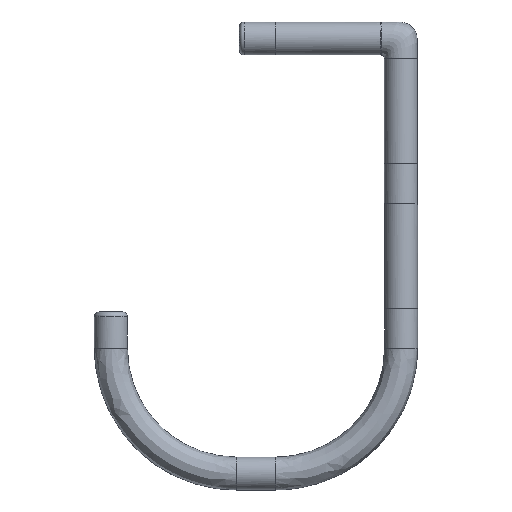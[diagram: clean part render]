
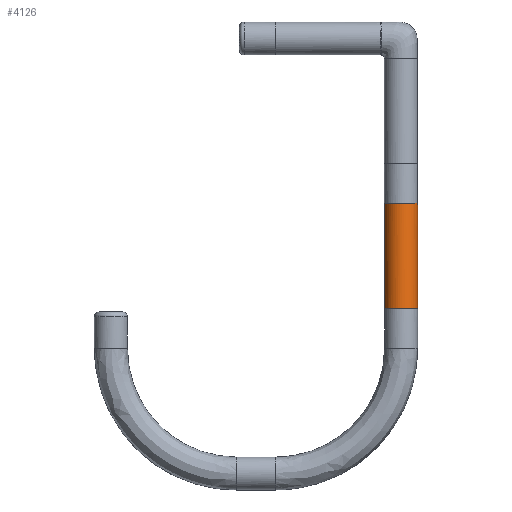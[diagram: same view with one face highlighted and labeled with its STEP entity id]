
A CAD part, top view. The second image highlights one B-rep face of the part: STEP entity #4126.
In plain terms, the highlighted cylindrical face has radius 12.5 mm (diameter 25 mm), a partial arc.
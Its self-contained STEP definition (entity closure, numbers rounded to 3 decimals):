
#19=CYLINDRICAL_SURFACE('',#8635,12.5);
#4126=ADVANCED_FACE('',(#4346),#19,.T.);
#4346=FACE_OUTER_BOUND('',#4576,.T.);
#4576=EDGE_LOOP('',(#5029,#5030,#5031,#5032));
#5029=ORIENTED_EDGE('',*,*,#5993,.T.);
#5030=ORIENTED_EDGE('',*,*,#5994,.T.);
#5031=ORIENTED_EDGE('',*,*,#5995,.T.);
#5032=ORIENTED_EDGE('',*,*,#5996,.T.);
#5993=EDGE_CURVE('',#7830,#7831,#7229,.T.);
#5994=EDGE_CURVE('',#7831,#7832,#6793,.T.);
#5995=EDGE_CURVE('',#7832,#7833,#7230,.T.);
#5996=EDGE_CURVE('',#7833,#7830,#6794,.T.);
#6793=(
BOUNDED_CURVE()
B_SPLINE_CURVE(2,(#12150,#12151,#12152,#12153,#12154),.UNSPECIFIED.,.F.,
 .F.)
B_SPLINE_CURVE_WITH_KNOTS((3,2,3),(0.,19.635,39.27),
 .UNSPECIFIED.)
CURVE()
GEOMETRIC_REPRESENTATION_ITEM()
RATIONAL_B_SPLINE_CURVE((1.,0.707,1.,0.707,1.))
REPRESENTATION_ITEM('')
);
#6794=(
BOUNDED_CURVE()
B_SPLINE_CURVE(2,(#12157,#12158,#12159,#12160,#12161),.UNSPECIFIED.,.F.,
 .F.)
B_SPLINE_CURVE_WITH_KNOTS((3,2,3),(0.,19.635,39.27),
 .UNSPECIFIED.)
CURVE()
GEOMETRIC_REPRESENTATION_ITEM()
RATIONAL_B_SPLINE_CURVE((1.,0.707,1.,0.707,1.))
REPRESENTATION_ITEM('')
);
#7229=B_SPLINE_CURVE_WITH_KNOTS('',1,(#12148,#12149),.UNSPECIFIED.,.F.,
 .F.,(2,2),(0.,79.6),.UNSPECIFIED.);
#7230=B_SPLINE_CURVE_WITH_KNOTS('',1,(#12155,#12156),.UNSPECIFIED.,.F.,
 .F.,(2,2),(0.,79.6),.UNSPECIFIED.);
#7830=VERTEX_POINT('',#12144);
#7831=VERTEX_POINT('',#12145);
#7832=VERTEX_POINT('',#12146);
#7833=VERTEX_POINT('',#12147);
#8635=AXIS2_PLACEMENT_3D('',#12143,#8735,$);
#8735=DIRECTION('',(0.,-1.,0.));
#12143=CARTESIAN_POINT('',(219.85,164.848,0.));
#12144=CARTESIAN_POINT('',(207.35,204.648,0.));
#12145=CARTESIAN_POINT('',(207.35,125.048,0.));
#12146=CARTESIAN_POINT('',(232.35,125.048,0.));
#12147=CARTESIAN_POINT('',(232.35,204.648,0.));
#12148=CARTESIAN_POINT('',(207.35,204.648,0.));
#12149=CARTESIAN_POINT('',(207.35,125.048,0.));
#12150=CARTESIAN_POINT('',(207.35,125.048,0.));
#12151=CARTESIAN_POINT('',(207.35,125.048,12.5));
#12152=CARTESIAN_POINT('',(219.85,125.048,12.5));
#12153=CARTESIAN_POINT('',(232.35,125.048,12.5));
#12154=CARTESIAN_POINT('',(232.35,125.048,0.));
#12155=CARTESIAN_POINT('',(232.35,125.048,0.));
#12156=CARTESIAN_POINT('',(232.35,204.648,0.));
#12157=CARTESIAN_POINT('',(232.35,204.648,0.));
#12158=CARTESIAN_POINT('',(232.35,204.648,12.5));
#12159=CARTESIAN_POINT('',(219.85,204.648,12.5));
#12160=CARTESIAN_POINT('',(207.35,204.648,12.5));
#12161=CARTESIAN_POINT('',(207.35,204.648,0.));
